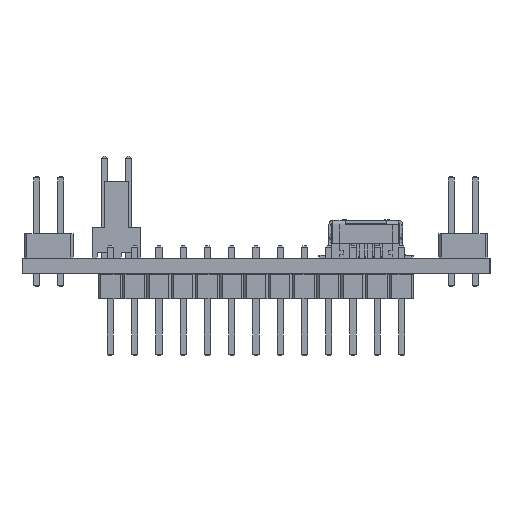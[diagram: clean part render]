
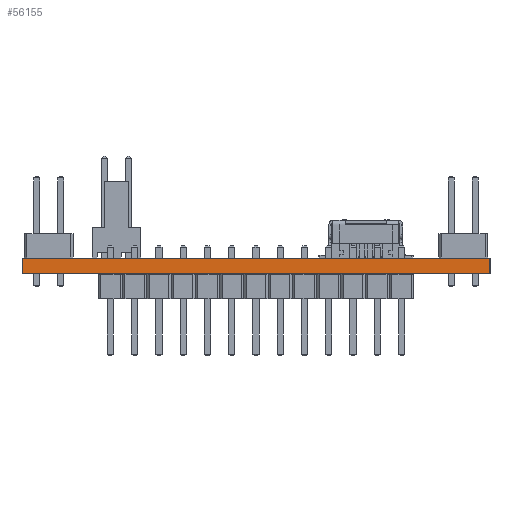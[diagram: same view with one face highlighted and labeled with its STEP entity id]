
A CAD part, left-side view. The second image highlights one B-rep face of the part: STEP entity #56155.
In plain terms, the highlighted planar face has unit normal (-1, 0, 0).
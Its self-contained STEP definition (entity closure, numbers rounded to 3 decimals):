
#56119 = EDGE_CURVE('',#56120,#56122,#56124,.T.);
#56120 = VERTEX_POINT('',#56121);
#56121 = CARTESIAN_POINT('',(-37.6,24.5,0.));
#56122 = VERTEX_POINT('',#56123);
#56123 = CARTESIAN_POINT('',(-37.6,24.5,1.6));
#56124 = LINE('',#56125,#56126);
#56125 = CARTESIAN_POINT('',(-37.6,24.5,0.));
#56126 = VECTOR('',#56127,1.);
#56127 = DIRECTION('',(0.,0.,1.));
#56155 = ADVANCED_FACE('',(#56156),#56181,.T.);
#56156 = FACE_BOUND('',#56157,.T.);
#56157 = EDGE_LOOP('',(#56158,#56168,#56174,#56175));
#56158 = ORIENTED_EDGE('',*,*,#56159,.T.);
#56159 = EDGE_CURVE('',#56160,#56162,#56164,.T.);
#56160 = VERTEX_POINT('',#56161);
#56161 = CARTESIAN_POINT('',(-37.6,-24.5,0.));
#56162 = VERTEX_POINT('',#56163);
#56163 = CARTESIAN_POINT('',(-37.6,-24.5,1.6));
#56164 = LINE('',#56165,#56166);
#56165 = CARTESIAN_POINT('',(-37.6,-24.5,0.));
#56166 = VECTOR('',#56167,1.);
#56167 = DIRECTION('',(0.,0.,1.));
#56168 = ORIENTED_EDGE('',*,*,#56169,.T.);
#56169 = EDGE_CURVE('',#56162,#56122,#56170,.T.);
#56170 = LINE('',#56171,#56172);
#56171 = CARTESIAN_POINT('',(-37.6,-24.5,1.6));
#56172 = VECTOR('',#56173,1.);
#56173 = DIRECTION('',(0.,1.,0.));
#56174 = ORIENTED_EDGE('',*,*,#56119,.F.);
#56175 = ORIENTED_EDGE('',*,*,#56176,.F.);
#56176 = EDGE_CURVE('',#56160,#56120,#56177,.T.);
#56177 = LINE('',#56178,#56179);
#56178 = CARTESIAN_POINT('',(-37.6,-24.5,0.));
#56179 = VECTOR('',#56180,1.);
#56180 = DIRECTION('',(0.,1.,0.));
#56181 = PLANE('',#56182);
#56182 = AXIS2_PLACEMENT_3D('',#56183,#56184,#56185);
#56183 = CARTESIAN_POINT('',(-37.6,-24.5,0.));
#56184 = DIRECTION('',(-1.,0.,0.));
#56185 = DIRECTION('',(0.,1.,0.));
